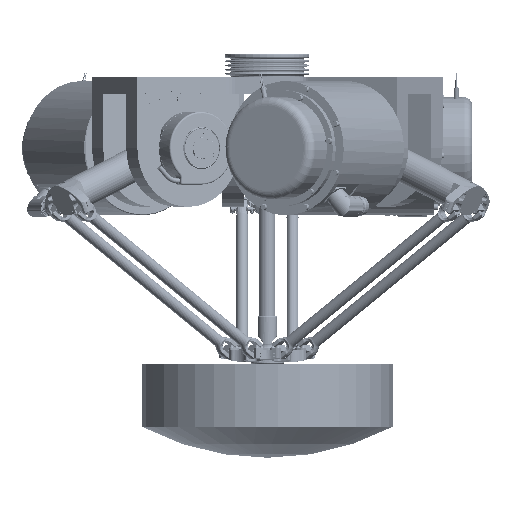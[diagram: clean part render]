
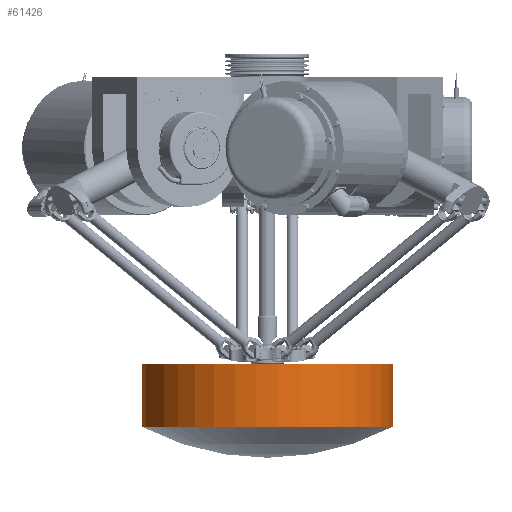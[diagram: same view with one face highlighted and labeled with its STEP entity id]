
A CAD part, left-side view. The second image highlights one B-rep face of the part: STEP entity #61426.
In plain terms, the highlighted cylindrical face has radius 150 mm (diameter 300 mm), a full revolution.
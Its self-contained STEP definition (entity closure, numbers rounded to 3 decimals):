
#3572=CYLINDRICAL_SURFACE('',#67558,150.);
#7379=LINE('',#112053,#11935);
#11935=VECTOR('',#82200,150.);
#16914=FACE_OUTER_BOUND('',#20698,.T.);
#20698=EDGE_LOOP('',(#52104,#52105,#52106,#52107));
#23951=CIRCLE('',#67556,150.);
#23953=CIRCLE('',#67559,150.);
#28834=VERTEX_POINT('',#112046);
#28836=VERTEX_POINT('',#112051);
#36759=EDGE_CURVE('',#28834,#28834,#23951,.T.);
#36761=EDGE_CURVE('',#28836,#28836,#23953,.T.);
#36762=EDGE_CURVE('',#28836,#28834,#7379,.T.);
#52104=ORIENTED_EDGE('',*,*,#36761,.F.);
#52105=ORIENTED_EDGE('',*,*,#36762,.T.);
#52106=ORIENTED_EDGE('',*,*,#36759,.T.);
#52107=ORIENTED_EDGE('',*,*,#36762,.F.);
#61426=ADVANCED_FACE('',(#16914),#3572,.T.);
#67556=AXIS2_PLACEMENT_3D('',#112047,#82192,#82193);
#67558=AXIS2_PLACEMENT_3D('',#112050,#82196,#82197);
#67559=AXIS2_PLACEMENT_3D('',#112052,#82198,#82199);
#82192=DIRECTION('center_axis',(0.,0.,1.));
#82193=DIRECTION('ref_axis',(1.,0.,0.));
#82196=DIRECTION('center_axis',(0.,0.,1.));
#82197=DIRECTION('ref_axis',(1.,0.,0.));
#82198=DIRECTION('center_axis',(0.,0.,1.));
#82199=DIRECTION('ref_axis',(1.,0.,0.));
#82200=DIRECTION('',(0.,0.,-1.));
#112046=CARTESIAN_POINT('',(-150.,0.,-335.));
#112047=CARTESIAN_POINT('Origin',(0.,0.,-335.));
#112050=CARTESIAN_POINT('Origin',(0.,0.,-297.5));
#112051=CARTESIAN_POINT('',(-150.,0.,-260.));
#112052=CARTESIAN_POINT('Origin',(0.,0.,-260.));
#112053=CARTESIAN_POINT('',(-150.,0.,-297.5));
